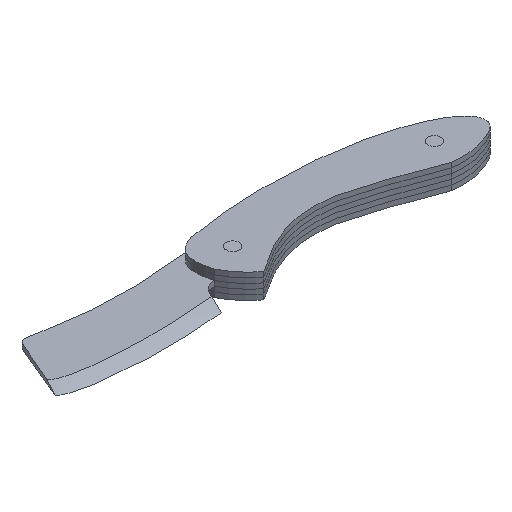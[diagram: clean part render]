
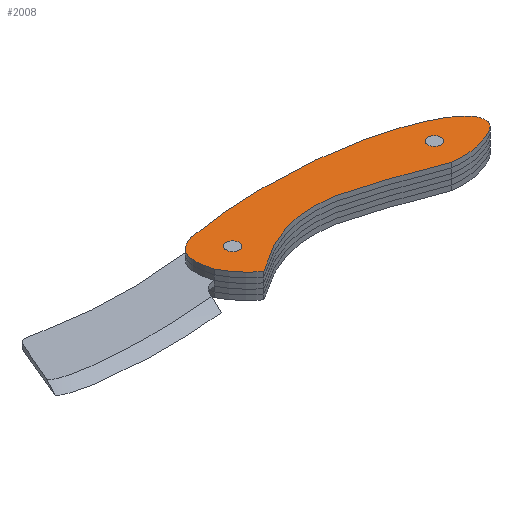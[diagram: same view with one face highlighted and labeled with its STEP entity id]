
A CAD part, isometric view. The second image highlights one B-rep face of the part: STEP entity #2008.
In plain terms, the highlighted free-form (B-spline) face has degree [1, 1] with [2, 2] control points.
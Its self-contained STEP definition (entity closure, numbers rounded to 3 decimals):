
#1917 = VERTEX_POINT('',#1918);
#1918 = CARTESIAN_POINT('',(-19.061,2.03,
    11.983));
#1936 = VERTEX_POINT('',#1937);
#1937 = CARTESIAN_POINT('',(-8.409,2.03,11.983
    ));
#1942 = EDGE_CURVE('',#1917,#1936,#1943,.T.);
#1943 = ( BOUNDED_CURVE() B_SPLINE_CURVE(2,(#1944,#1945,#1946,#1947,
#1948),.UNSPECIFIED.,.F.,.F.) B_SPLINE_CURVE_WITH_KNOTS((3,2,3),(
    3.142,4.712,6.283),
.PIECEWISE_BEZIER_KNOTS.) CURVE() GEOMETRIC_REPRESENTATION_ITEM() 
RATIONAL_B_SPLINE_CURVE((1.,0.707,1.,0.707,1.)) 
REPRESENTATION_ITEM('') );
#1944 = CARTESIAN_POINT('',(-19.061,2.03,
    11.983));
#1945 = CARTESIAN_POINT('',(-19.061,-3.296,
    11.983));
#1946 = CARTESIAN_POINT('',(-13.735,-3.296,
    11.983));
#1947 = CARTESIAN_POINT('',(-8.409,-3.296,
    11.983));
#1948 = CARTESIAN_POINT('',(-8.409,2.03,11.983
    ));
#1965 = VERTEX_POINT('',#1966);
#1966 = CARTESIAN_POINT('',(136.504,-5.891,
    11.983));
#1984 = VERTEX_POINT('',#1985);
#1985 = CARTESIAN_POINT('',(147.156,-5.891,
    11.983));
#1990 = EDGE_CURVE('',#1965,#1984,#1991,.T.);
#1991 = ( BOUNDED_CURVE() B_SPLINE_CURVE(2,(#1992,#1993,#1994,#1995,
#1996),.UNSPECIFIED.,.F.,.F.) B_SPLINE_CURVE_WITH_KNOTS((3,2,3),(
    3.142,4.712,6.283),
.PIECEWISE_BEZIER_KNOTS.) CURVE() GEOMETRIC_REPRESENTATION_ITEM() 
RATIONAL_B_SPLINE_CURVE((1.,0.707,1.,0.707,1.)) 
REPRESENTATION_ITEM('') );
#1992 = CARTESIAN_POINT('',(136.504,-5.891,
    11.983));
#1993 = CARTESIAN_POINT('',(136.504,-11.217,
    11.983));
#1994 = CARTESIAN_POINT('',(141.83,-11.217,
    11.983));
#1995 = CARTESIAN_POINT('',(147.156,-11.217,
    11.983));
#1996 = CARTESIAN_POINT('',(147.156,-5.891,
    11.983));
#2008 = ADVANCED_FACE('',(#2009,#2056,#2067),#2078,.F.);
#2009 = FACE_BOUND('',#2010,.T.);
#2010 = EDGE_LOOP('',(#2011,#2022,#2031,#2040,#2049));
#2011 = ORIENTED_EDGE('',*,*,#2012,.T.);
#2012 = EDGE_CURVE('',#2013,#2015,#2017,.T.);
#2013 = VERTEX_POINT('',#2014);
#2014 = CARTESIAN_POINT('',(-24.63,25.043,
    11.983));
#2015 = VERTEX_POINT('',#2016);
#2016 = CARTESIAN_POINT('',(-37.347,-6.586,
    11.983));
#2017 = B_SPLINE_CURVE_WITH_KNOTS('',3,(#2018,#2019,#2020,#2021),
  .UNSPECIFIED.,.F.,.F.,(4,4),(0.,1.),.PIECEWISE_BEZIER_KNOTS.);
#2018 = CARTESIAN_POINT('',(-24.63,25.043,
    11.983));
#2019 = CARTESIAN_POINT('',(-41.741,19.258,
    11.983));
#2020 = CARTESIAN_POINT('',(-40.723,7.913,
    11.983));
#2021 = CARTESIAN_POINT('',(-37.347,-6.586,
    11.983));
#2022 = ORIENTED_EDGE('',*,*,#2023,.T.);
#2023 = EDGE_CURVE('',#2015,#2024,#2026,.T.);
#2024 = VERTEX_POINT('',#2025);
#2025 = CARTESIAN_POINT('',(-18.596,-28.144,
    11.983));
#2026 = B_SPLINE_CURVE_WITH_KNOTS('',3,(#2027,#2028,#2029,#2030),
  .UNSPECIFIED.,.F.,.F.,(4,4),(0.,1.),.PIECEWISE_BEZIER_KNOTS.);
#2027 = CARTESIAN_POINT('',(-37.347,-6.586,
    11.983));
#2028 = CARTESIAN_POINT('',(-33.398,-14.715,
    11.983));
#2029 = CARTESIAN_POINT('',(-24.418,-24.988,
    11.983));
#2030 = CARTESIAN_POINT('',(-18.596,-28.144,
    11.983));
#2031 = ORIENTED_EDGE('',*,*,#2032,.T.);
#2032 = EDGE_CURVE('',#2024,#2033,#2035,.T.);
#2033 = VERTEX_POINT('',#2034);
#2034 = CARTESIAN_POINT('',(133.974,-27.783,
    11.983));
#2035 = B_SPLINE_CURVE_WITH_KNOTS('',3,(#2036,#2037,#2038,#2039),
  .UNSPECIFIED.,.F.,.F.,(4,4),(0.,1.),.PIECEWISE_BEZIER_KNOTS.);
#2036 = CARTESIAN_POINT('',(-18.596,-28.144,
    11.983));
#2037 = CARTESIAN_POINT('',(41.786,16.027,
    11.983));
#2038 = CARTESIAN_POINT('',(72.439,-6.673,
    11.983));
#2039 = CARTESIAN_POINT('',(133.974,-27.783,
    11.983));
#2040 = ORIENTED_EDGE('',*,*,#2041,.T.);
#2041 = EDGE_CURVE('',#2033,#2042,#2044,.T.);
#2042 = VERTEX_POINT('',#2043);
#2043 = CARTESIAN_POINT('',(177.191,-13.753,
    11.983));
#2044 = B_SPLINE_CURVE_WITH_KNOTS('',3,(#2045,#2046,#2047,#2048),
  .UNSPECIFIED.,.F.,.F.,(4,4),(0.,1.),.PIECEWISE_BEZIER_KNOTS.);
#2045 = CARTESIAN_POINT('',(133.974,-27.783,
    11.983));
#2046 = CARTESIAN_POINT('',(151.966,-31.161,
    11.983));
#2047 = CARTESIAN_POINT('',(176.864,-21.315,
    11.983));
#2048 = CARTESIAN_POINT('',(177.191,-13.753,
    11.983));
#2049 = ORIENTED_EDGE('',*,*,#2050,.T.);
#2050 = EDGE_CURVE('',#2042,#2013,#2051,.T.);
#2051 = B_SPLINE_CURVE_WITH_KNOTS('',3,(#2052,#2053,#2054,#2055),
  .UNSPECIFIED.,.F.,.F.,(4,4),(0.,1.),.PIECEWISE_BEZIER_KNOTS.);
#2052 = CARTESIAN_POINT('',(177.191,-13.753,
    11.983));
#2053 = CARTESIAN_POINT('',(182.157,10.61,
    11.983));
#2054 = CARTESIAN_POINT('',(89.099,44.248,
    11.983));
#2055 = CARTESIAN_POINT('',(-24.63,25.043,
    11.983));
#2056 = FACE_BOUND('',#2057,.T.);
#2057 = EDGE_LOOP('',(#2058,#2059));
#2058 = ORIENTED_EDGE('',*,*,#1990,.F.);
#2059 = ORIENTED_EDGE('',*,*,#2060,.F.);
#2060 = EDGE_CURVE('',#1984,#1965,#2061,.T.);
#2061 = ( BOUNDED_CURVE() B_SPLINE_CURVE(2,(#2062,#2063,#2064,#2065,
#2066),.UNSPECIFIED.,.F.,.F.) B_SPLINE_CURVE_WITH_KNOTS((3,2,3),(0.,
1.571,3.142),.PIECEWISE_BEZIER_KNOTS.) CURVE() 
GEOMETRIC_REPRESENTATION_ITEM() RATIONAL_B_SPLINE_CURVE((1.,
0.707,1.,0.707,1.)) REPRESENTATION_ITEM('') );
#2062 = CARTESIAN_POINT('',(147.156,-5.891,
    11.983));
#2063 = CARTESIAN_POINT('',(147.156,-0.565,
    11.983));
#2064 = CARTESIAN_POINT('',(141.83,-0.565,
    11.983));
#2065 = CARTESIAN_POINT('',(136.504,-0.565,
    11.983));
#2066 = CARTESIAN_POINT('',(136.504,-5.891,
    11.983));
#2067 = FACE_BOUND('',#2068,.T.);
#2068 = EDGE_LOOP('',(#2069,#2070));
#2069 = ORIENTED_EDGE('',*,*,#1942,.F.);
#2070 = ORIENTED_EDGE('',*,*,#2071,.F.);
#2071 = EDGE_CURVE('',#1936,#1917,#2072,.T.);
#2072 = ( BOUNDED_CURVE() B_SPLINE_CURVE(2,(#2073,#2074,#2075,#2076,
#2077),.UNSPECIFIED.,.F.,.F.) B_SPLINE_CURVE_WITH_KNOTS((3,2,3),(0.,
1.571,3.142),.PIECEWISE_BEZIER_KNOTS.) CURVE() 
GEOMETRIC_REPRESENTATION_ITEM() RATIONAL_B_SPLINE_CURVE((1.,
0.707,1.,0.707,1.)) REPRESENTATION_ITEM('') );
#2073 = CARTESIAN_POINT('',(-8.409,2.03,11.983
    ));
#2074 = CARTESIAN_POINT('',(-8.409,7.356,
    11.983));
#2075 = CARTESIAN_POINT('',(-13.735,7.356,
    11.983));
#2076 = CARTESIAN_POINT('',(-19.061,7.356,
    11.983));
#2077 = CARTESIAN_POINT('',(-19.061,2.03,
    11.983));
#2078 = B_SPLINE_SURFACE_WITH_KNOTS('',1,1,(
    (#2079,#2080)
    ,(#2081,#2082
    )),.UNSPECIFIED.,.F.,.F.,.F.,(2,2),(2,2),(-165.85,
    2.305),(-32.788,23.846),
  .PIECEWISE_BEZIER_KNOTS.);
#2079 = CARTESIAN_POINT('',(182.157,-31.161,
    11.983));
#2080 = CARTESIAN_POINT('',(182.157,44.248,
    11.983));
#2081 = CARTESIAN_POINT('',(-41.741,-31.161,
    11.983));
#2082 = CARTESIAN_POINT('',(-41.741,44.248,
    11.983));
